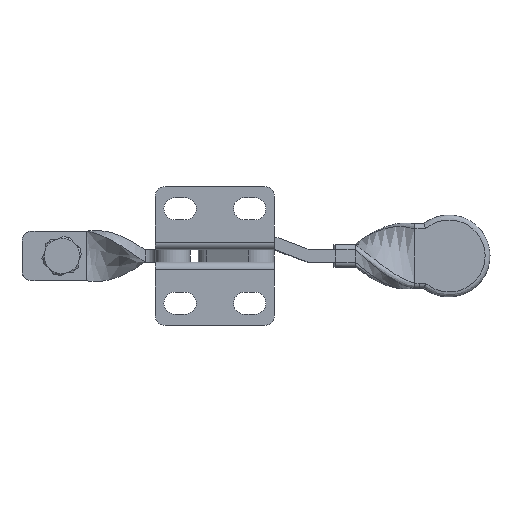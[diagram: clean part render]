
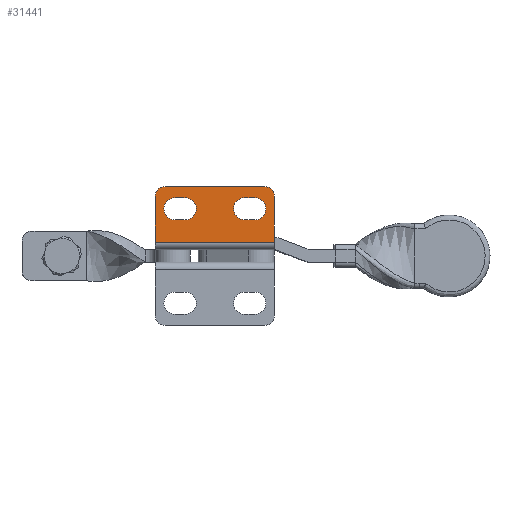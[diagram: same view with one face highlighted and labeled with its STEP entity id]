
A CAD part, front view. The second image highlights one B-rep face of the part: STEP entity #31441.
In plain terms, the highlighted planar face has unit normal (0, -1, 0).
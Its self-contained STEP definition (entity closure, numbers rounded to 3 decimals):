
#193 = VERTEX_POINT ( 'NONE', #19699 ) ;
#1140 = ORIENTED_EDGE ( 'NONE', *, *, #12460, .T. ) ;
#1201 = DIRECTION ( 'NONE',  ( -1., 0., 0. ) ) ;
#1256 = ORIENTED_EDGE ( 'NONE', *, *, #22717, .T. ) ;
#2158 = DIRECTION ( 'NONE',  ( -1., 0., 0. ) ) ;
#2244 = ORIENTED_EDGE ( 'NONE', *, *, #17951, .T. ) ;
#2329 = CARTESIAN_POINT ( 'NONE',  ( -4., 0., 8.25 ) ) ;
#2821 = CARTESIAN_POINT ( 'NONE',  ( -24., 0., 12.75 ) ) ;
#3753 = CARTESIAN_POINT ( 'NONE',  ( -2., 0., 10.75 ) ) ;
#3868 = AXIS2_PLACEMENT_3D ( 'NONE', #4409, #30320, #13100 ) ;
#4129 = CARTESIAN_POINT ( 'NONE',  ( -2., 0., 12.75 ) ) ;
#4409 = CARTESIAN_POINT ( 'NONE',  ( 0., 0., 1.5 ) ) ;
#4720 = DIRECTION ( 'NONE',  ( 1., 0., 0. ) ) ;
#4764 = ORIENTED_EDGE ( 'NONE', *, *, #16994, .T. ) ;
#4848 = EDGE_CURVE ( 'NONE', #26576, #193, #6522, .T. ) ;
#4954 = ORIENTED_EDGE ( 'NONE', *, *, #22517, .T. ) ;
#5232 = DIRECTION ( 'NONE',  ( -1., 0., 0. ) ) ;
#5646 = CARTESIAN_POINT ( 'NONE',  ( -18., 0., 6. ) ) ;
#5700 = VERTEX_POINT ( 'NONE', #5646 ) ;
#5711 = DIRECTION ( 'NONE',  ( 1., 0., 0. ) ) ;
#6204 = CIRCLE ( 'NONE', #36234, 2.25 ) ;
#6323 = ORIENTED_EDGE ( 'NONE', *, *, #23836, .T. ) ;
#6522 = CIRCLE ( 'NONE', #31835, 2.25 ) ;
#6650 = DIRECTION ( 'NONE',  ( -1., 0., 0. ) ) ;
#6797 = DIRECTION ( 'NONE',  ( 0., -1., 0. ) ) ;
#6809 = CARTESIAN_POINT ( 'NONE',  ( -4., 0., 10.5 ) ) ;
#7049 = PLANE ( 'NONE',  #3868 ) ;
#7315 = VERTEX_POINT ( 'NONE', #12167 ) ;
#7387 = CIRCLE ( 'NONE', #26330, 2. ) ;
#7671 = CIRCLE ( 'NONE', #29869, 2. ) ;
#8180 = CIRCLE ( 'NONE', #14666, 2.25 ) ;
#8183 = CARTESIAN_POINT ( 'NONE',  ( 0., 0., 10.5 ) ) ;
#8742 = CARTESIAN_POINT ( 'NONE',  ( -20., 0., 10.5 ) ) ;
#8847 = DIRECTION ( 'NONE',  ( -1., 0., 0. ) ) ;
#9450 = DIRECTION ( 'NONE',  ( 0., 0., -1. ) ) ;
#9729 = CARTESIAN_POINT ( 'NONE',  ( 0., 0., 6. ) ) ;
#10043 = VECTOR ( 'NONE', #29836, 1000. ) ;
#10304 = CARTESIAN_POINT ( 'NONE',  ( -22.25, 0., 8.25 ) ) ;
#10550 = CARTESIAN_POINT ( 'NONE',  ( 0., 0., 10.5 ) ) ;
#10798 = CARTESIAN_POINT ( 'NONE',  ( -24., 0., 10.75 ) ) ;
#11245 = EDGE_CURVE ( 'NONE', #34784, #31712, #13482, .T. ) ;
#11600 = DIRECTION ( 'NONE',  ( 0., 0., -1. ) ) ;
#11623 = CARTESIAN_POINT ( 'NONE',  ( 0., 0., 6. ) ) ;
#11646 = VERTEX_POINT ( 'NONE', #22519 ) ;
#12167 = CARTESIAN_POINT ( 'NONE',  ( -18., 0., 10.5 ) ) ;
#12283 = CARTESIAN_POINT ( 'NONE',  ( -20., 0., 8.25 ) ) ;
#12460 = EDGE_CURVE ( 'NONE', #30301, #36133, #13886, .T. ) ;
#12864 = CARTESIAN_POINT ( 'NONE',  ( -6., 0., 10.5 ) ) ;
#13100 = DIRECTION ( 'NONE',  ( -1., 0., 0. ) ) ;
#13482 = LINE ( 'NONE', #14475, #34651 ) ;
#13493 = EDGE_CURVE ( 'NONE', #7315, #5700, #6204, .T. ) ;
#13621 = LINE ( 'NONE', #11623, #35709 ) ;
#13886 = CIRCLE ( 'NONE', #37164, 2.25 ) ;
#14381 = EDGE_CURVE ( 'NONE', #29815, #19816, #23410, .T. ) ;
#14473 = DIRECTION ( 'NONE',  ( 0., 1., 0. ) ) ;
#14475 = CARTESIAN_POINT ( 'NONE',  ( 0., 0., 1.5 ) ) ;
#14591 = CARTESIAN_POINT ( 'NONE',  ( -18., 0., 8.25 ) ) ;
#14666 = AXIS2_PLACEMENT_3D ( 'NONE', #31703, #14473, #34599 ) ;
#14912 = VERTEX_POINT ( 'NONE', #10798 ) ;
#15147 = DIRECTION ( 'NONE',  ( -1., 0., 0. ) ) ;
#15217 = CARTESIAN_POINT ( 'NONE',  ( -24., 0., 1.5 ) ) ;
#15618 = ORIENTED_EDGE ( 'NONE', *, *, #11245, .F. ) ;
#15932 = ORIENTED_EDGE ( 'NONE', *, *, #4848, .T. ) ;
#16070 = ORIENTED_EDGE ( 'NONE', *, *, #25428, .T. ) ;
#16453 = ORIENTED_EDGE ( 'NONE', *, *, #14381, .T. ) ;
#16600 = VECTOR ( 'NONE', #28320, 1000. ) ;
#16615 = ORIENTED_EDGE ( 'NONE', *, *, #36062, .F. ) ;
#16994 = EDGE_CURVE ( 'NONE', #14912, #29203, #21048, .T. ) ;
#17084 = VERTEX_POINT ( 'NONE', #4129 ) ;
#17455 = DIRECTION ( 'NONE',  ( -1., 0., 0. ) ) ;
#17951 = EDGE_CURVE ( 'NONE', #29203, #31712, #36323, .T. ) ;
#18449 = DIRECTION ( 'NONE',  ( 0., 1., 0. ) ) ;
#19414 = DIRECTION ( 'NONE',  ( 0., 1., 0. ) ) ;
#19699 = CARTESIAN_POINT ( 'NONE',  ( -8.25, 0., 8.25 ) ) ;
#19816 = VERTEX_POINT ( 'NONE', #6809 ) ;
#20097 = VECTOR ( 'NONE', #4720, 1000. ) ;
#20324 = FACE_BOUND ( 'NONE', #21715, .T. ) ;
#20428 = LINE ( 'NONE', #10550, #34827 ) ;
#20460 = CARTESIAN_POINT ( 'NONE',  ( -6., 0., 6. ) ) ;
#21048 = LINE ( 'NONE', #15217, #35457 ) ;
#21600 = EDGE_CURVE ( 'NONE', #36133, #7315, #20428, .T. ) ;
#21715 = EDGE_LOOP ( 'NONE', ( #16453, #27633, #4954, #15932, #28279 ) ) ;
#22339 = EDGE_CURVE ( 'NONE', #193, #29815, #24036, .T. ) ;
#22498 = DIRECTION ( 'NONE',  ( 0., 1., 0. ) ) ;
#22517 = EDGE_CURVE ( 'NONE', #11646, #26576, #13621, .T. ) ;
#22519 = CARTESIAN_POINT ( 'NONE',  ( -4., 0., 6. ) ) ;
#22620 = AXIS2_PLACEMENT_3D ( 'NONE', #36680, #19414, #2158 ) ;
#22717 = EDGE_CURVE ( 'NONE', #5700, #35532, #32097, .T. ) ;
#23377 = CARTESIAN_POINT ( 'NONE',  ( -22., 0., 12.75 ) ) ;
#23410 = LINE ( 'NONE', #8183, #16600 ) ;
#23513 = CARTESIAN_POINT ( 'NONE',  ( -24., 0., 1.5 ) ) ;
#23836 = EDGE_CURVE ( 'NONE', #35532, #30301, #8180, .T. ) ;
#23924 = DIRECTION ( 'NONE',  ( 0., -1., 0. ) ) ;
#24036 = CIRCLE ( 'NONE', #22620, 2.25 ) ;
#24067 = CARTESIAN_POINT ( 'NONE',  ( -22., 0., 10.75 ) ) ;
#24745 = CARTESIAN_POINT ( 'NONE',  ( 0., 0., 10.75 ) ) ;
#25428 = EDGE_CURVE ( 'NONE', #26579, #14912, #7671, .T. ) ;
#26330 = AXIS2_PLACEMENT_3D ( 'NONE', #3753, #23924, #6650 ) ;
#26576 = VERTEX_POINT ( 'NONE', #20460 ) ;
#26577 = ORIENTED_EDGE ( 'NONE', *, *, #27630, .T. ) ;
#26579 = VERTEX_POINT ( 'NONE', #23377 ) ;
#26952 = DIRECTION ( 'NONE',  ( -1., 0., 0. ) ) ;
#27096 = FACE_OUTER_BOUND ( 'NONE', #27871, .T. ) ;
#27630 = EDGE_CURVE ( 'NONE', #34784, #17084, #7387, .T. ) ;
#27633 = ORIENTED_EDGE ( 'NONE', *, *, #32074, .T. ) ;
#27758 = CARTESIAN_POINT ( 'NONE',  ( 0., 0., 1.5 ) ) ;
#27777 = DIRECTION ( 'NONE',  ( 1., 0., 0. ) ) ;
#27871 = EDGE_LOOP ( 'NONE', ( #15618, #26577, #16615, #16070, #4764, #2244 ) ) ;
#28263 = VECTOR ( 'NONE', #5711, 1000. ) ;
#28279 = ORIENTED_EDGE ( 'NONE', *, *, #22339, .T. ) ;
#28320 = DIRECTION ( 'NONE',  ( 1., 0., 0. ) ) ;
#29166 = LINE ( 'NONE', #2821, #28263 ) ;
#29203 = VERTEX_POINT ( 'NONE', #23513 ) ;
#29815 = VERTEX_POINT ( 'NONE', #12864 ) ;
#29836 = DIRECTION ( 'NONE',  ( -1., 0., 0. ) ) ;
#29869 = AXIS2_PLACEMENT_3D ( 'NONE', #24067, #6797, #26952 ) ;
#30301 = VERTEX_POINT ( 'NONE', #10304 ) ;
#30320 = DIRECTION ( 'NONE',  ( 0., 1., 0. ) ) ;
#31441 = ADVANCED_FACE ( 'NONE', ( #20324, #34726, #27096 ), #7049, .F. ) ;
#31673 = CARTESIAN_POINT ( 'NONE',  ( -20., 0., 6. ) ) ;
#31703 = CARTESIAN_POINT ( 'NONE',  ( -20., 0., 8.25 ) ) ;
#31712 = VERTEX_POINT ( 'NONE', #34575 ) ;
#31835 = AXIS2_PLACEMENT_3D ( 'NONE', #35703, #18449, #1201 ) ;
#32074 = EDGE_CURVE ( 'NONE', #19816, #11646, #34244, .T. ) ;
#32097 = LINE ( 'NONE', #9729, #10043 ) ;
#32389 = DIRECTION ( 'NONE',  ( 0., 1., 0. ) ) ;
#34013 = AXIS2_PLACEMENT_3D ( 'NONE', #2329, #22498, #5232 ) ;
#34244 = CIRCLE ( 'NONE', #34013, 2.25 ) ;
#34575 = CARTESIAN_POINT ( 'NONE',  ( 0., 0., 1.5 ) ) ;
#34599 = DIRECTION ( 'NONE',  ( -1., 0., 0. ) ) ;
#34651 = VECTOR ( 'NONE', #11600, 1000. ) ;
#34713 = DIRECTION ( 'NONE',  ( 0., 1., 0. ) ) ;
#34726 = FACE_BOUND ( 'NONE', #36080, .T. ) ;
#34784 = VERTEX_POINT ( 'NONE', #24745 ) ;
#34827 = VECTOR ( 'NONE', #27777, 1000. ) ;
#35457 = VECTOR ( 'NONE', #9450, 1000. ) ;
#35532 = VERTEX_POINT ( 'NONE', #31673 ) ;
#35547 = ORIENTED_EDGE ( 'NONE', *, *, #13493, .T. ) ;
#35703 = CARTESIAN_POINT ( 'NONE',  ( -6., 0., 8.25 ) ) ;
#35709 = VECTOR ( 'NONE', #8847, 1000. ) ;
#36062 = EDGE_CURVE ( 'NONE', #26579, #17084, #29166, .T. ) ;
#36080 = EDGE_LOOP ( 'NONE', ( #1256, #6323, #1140, #36521, #35547 ) ) ;
#36133 = VERTEX_POINT ( 'NONE', #8742 ) ;
#36234 = AXIS2_PLACEMENT_3D ( 'NONE', #14591, #34713, #17455 ) ;
#36323 = LINE ( 'NONE', #27758, #20097 ) ;
#36521 = ORIENTED_EDGE ( 'NONE', *, *, #21600, .T. ) ;
#36680 = CARTESIAN_POINT ( 'NONE',  ( -6., 0., 8.25 ) ) ;
#37164 = AXIS2_PLACEMENT_3D ( 'NONE', #12283, #32389, #15147 ) ;
